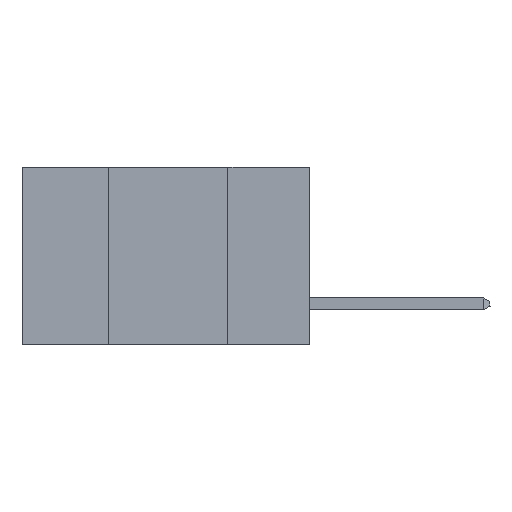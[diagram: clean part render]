
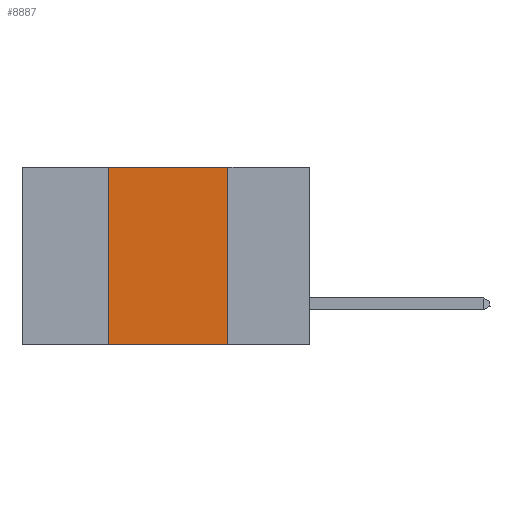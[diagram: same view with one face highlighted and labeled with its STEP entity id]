
A CAD part, left-side view. The second image highlights one B-rep face of the part: STEP entity #8887.
In plain terms, the highlighted planar face has unit normal (-1, 0, 0).
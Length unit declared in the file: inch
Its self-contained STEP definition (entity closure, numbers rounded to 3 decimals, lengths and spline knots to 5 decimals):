
#1223 = VERTEX_POINT ( 'NONE', #26461 ) ;
#1490 = VERTEX_POINT ( 'NONE', #17451 ) ;
#3432 = DIRECTION ( 'NONE',  ( 0., -1., 0. ) ) ;
#3627 = FACE_OUTER_BOUND ( 'NONE', #27307, .T. ) ;
#4968 = ORIENTED_EDGE ( 'NONE', *, *, #12195, .F. ) ;
#5347 = ORIENTED_EDGE ( 'NONE', *, *, #7495, .F. ) ;
#6081 = DIRECTION ( 'NONE',  ( 0., 0., -1. ) ) ;
#7495 = EDGE_CURVE ( 'NONE', #29911, #1223, #16214, .T. ) ;
#8366 = CARTESIAN_POINT ( 'NONE',  ( 0., 0.6, -0.37 ) ) ;
#8887 = ADVANCED_FACE ( 'NONE', ( #3627 ), #28504, .F. ) ;
#9144 = VECTOR ( 'NONE', #26391, 39.37008 ) ;
#9252 = AXIS2_PLACEMENT_3D ( 'NONE', #28825, #13399, #6081 ) ;
#9732 = CARTESIAN_POINT ( 'NONE',  ( 0., 0.17, 0. ) ) ;
#10126 = VECTOR ( 'NONE', #10853, 39.37008 ) ;
#10853 = DIRECTION ( 'NONE',  ( 0., -1., 0. ) ) ;
#11353 = ORIENTED_EDGE ( 'NONE', *, *, #16236, .F. ) ;
#12195 = EDGE_CURVE ( 'NONE', #1223, #1490, #19396, .T. ) ;
#13399 = DIRECTION ( 'NONE',  ( 1., 0., 0. ) ) ;
#15738 = VECTOR ( 'NONE', #32284, 39.37008 ) ;
#15844 = VECTOR ( 'NONE', #3432, 39.37008 ) ;
#16214 = LINE ( 'NONE', #28024, #9144 ) ;
#16225 = ORIENTED_EDGE ( 'NONE', *, *, #17752, .T. ) ;
#16236 = EDGE_CURVE ( 'NONE', #1490, #30477, #24414, .T. ) ;
#17451 = CARTESIAN_POINT ( 'NONE',  ( 0., 0.17, 0. ) ) ;
#17752 = EDGE_CURVE ( 'NONE', #29911, #30477, #24291, .T. ) ;
#19396 = LINE ( 'NONE', #26027, #15844 ) ;
#24291 = LINE ( 'NONE', #8366, #10126 ) ;
#24414 = LINE ( 'NONE', #9732, #15738 ) ;
#26027 = CARTESIAN_POINT ( 'NONE',  ( 0., 0.6, 0. ) ) ;
#26391 = DIRECTION ( 'NONE',  ( 0., 0., 1. ) ) ;
#26461 = CARTESIAN_POINT ( 'NONE',  ( 0., 0.42, 0. ) ) ;
#27032 = CARTESIAN_POINT ( 'NONE',  ( 0., 0.42, -0.37 ) ) ;
#27307 = EDGE_LOOP ( 'NONE', ( #11353, #4968, #5347, #16225 ) ) ;
#28005 = CARTESIAN_POINT ( 'NONE',  ( 0., 0.17, -0.37 ) ) ;
#28024 = CARTESIAN_POINT ( 'NONE',  ( 0., 0.42, 0. ) ) ;
#28504 = PLANE ( 'NONE',  #9252 ) ;
#28825 = CARTESIAN_POINT ( 'NONE',  ( 0., 0.6, 0. ) ) ;
#29911 = VERTEX_POINT ( 'NONE', #27032 ) ;
#30477 = VERTEX_POINT ( 'NONE', #28005 ) ;
#32284 = DIRECTION ( 'NONE',  ( 0., 0., -1. ) ) ;
